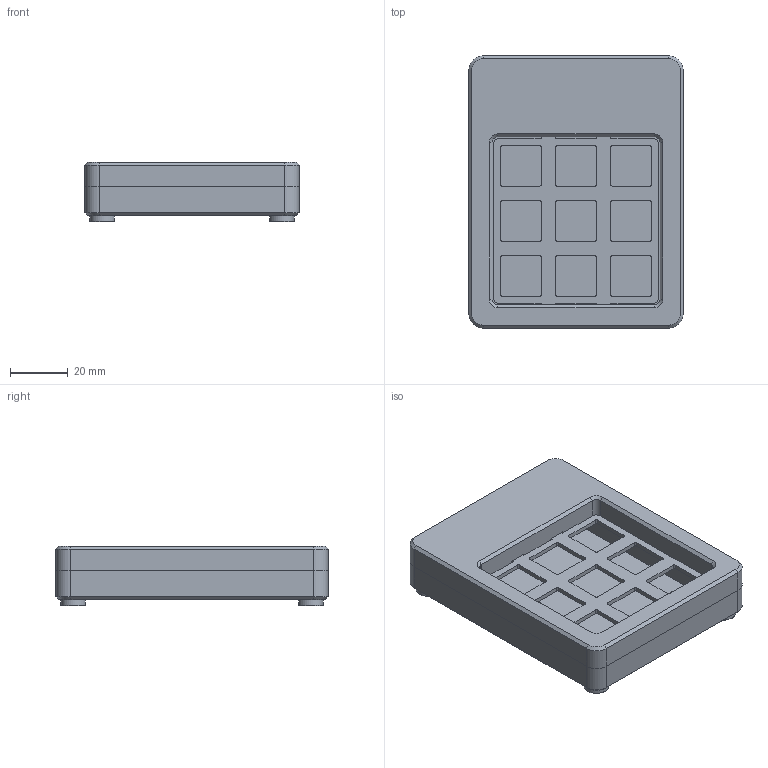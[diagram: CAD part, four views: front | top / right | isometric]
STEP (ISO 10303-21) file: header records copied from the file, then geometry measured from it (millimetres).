
FILE_DESCRIPTION(/* description */ (''),/* implementation_level */ '2;1');
FILE_NAME(/* name */ 'Macropad Finished File.step',/* time_stamp */ '2021-06-15T03:12:30-04:00',/* author */ (''),/* organization */ (''),/* preprocessor_version */ 'ST-DEVELOPER v18.1',/* originating_system */ 'Autodesk Translation Framework v10.9.0.1377',/* authorisation */ '');
FILE_SCHEMA (('AUTOMOTIVE_DESIGN { 1 0 10303 214 3 1 1 }'));
Length unit declared in the file: millimetre
Products named in the file (6): Macropad; Case Feet; Top Piece; Plate; Bottom; 95836A103_METRIC PAN HEAD PHILLIPS MACHINE SCREW (1)
Assembly tree (11 placements, depth 2):
  Macropad
    Case Feet  x4
    95836A103_METRIC PAN HEAD PHILLIPS MACHINE SCREW (1)  x4
    Top Piece
    Plate
    Bottom
Bounding box: 74.15 x 94.15 x 20.68 mm (x, y, z)
Volume: 64341.9 mm3; surface area: 37302.2 mm2
Topology: 11 solids, 11 shells, 488 faces, 1272 edges, 830 vertices
Faces by surface type: plane 234, cylinder 182, cone 36, torus 20, bspline 12, sphere 4
Full cylindrical faces by diameter (mm): 1.48 x24, 1.623 x4, 2 x28, 2.529 x4, 3 x4, 4 x4, 5.5 x4, 8.467 x4, 9.525 x4, 10 x4
Entity records: 11732 total; most frequent: CARTESIAN_POINT 3334, DIRECTION 1745, ORIENTED_EDGE 1692, EDGE_CURVE 846, AXIS2_PLACEMENT_3D 612, VERTEX_POINT 551, LINE 521, VECTOR 521
